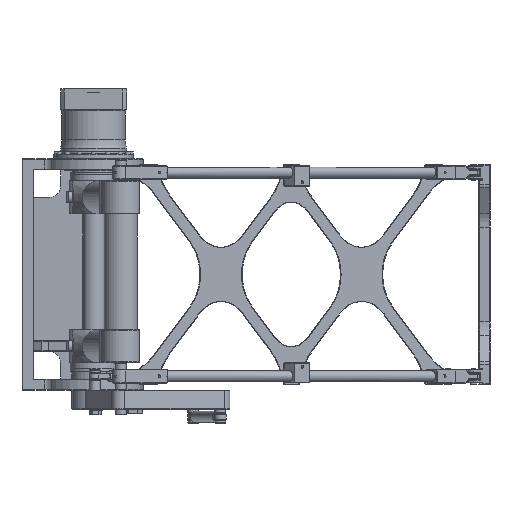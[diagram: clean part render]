
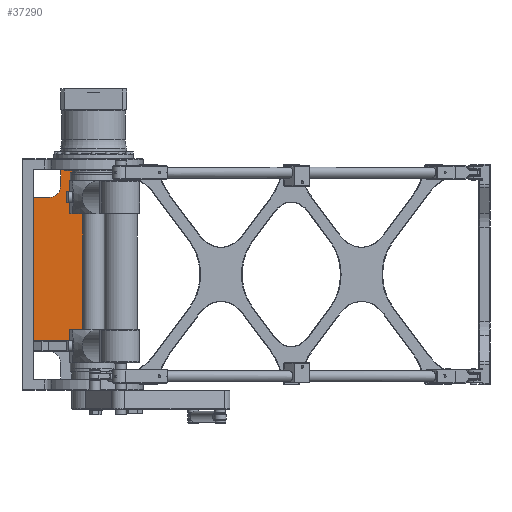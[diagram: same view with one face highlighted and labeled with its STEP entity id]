
A CAD part, left-side view. The second image highlights one B-rep face of the part: STEP entity #37290.
In plain terms, the highlighted planar face has unit normal (-1, 0, 0).
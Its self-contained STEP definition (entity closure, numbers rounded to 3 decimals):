
#3081=FACE_OUTER_BOUND('',#5496,.T.);
#5496=EDGE_LOOP('',(#25583,#25584,#25585,#25586,#25587,#25588,#25589,#25590));
#8622=CIRCLE('',#39916,20.);
#10366=LINE('',#55801,#13655);
#10367=LINE('',#55803,#13656);
#10368=LINE('',#55805,#13657);
#10369=LINE('',#55809,#13658);
#10370=LINE('',#55811,#13659);
#10371=LINE('',#55813,#13660);
#10372=LINE('',#55814,#13661);
#13655=VECTOR('',#44121,10.);
#13656=VECTOR('',#44122,10.);
#13657=VECTOR('',#44123,10.);
#13658=VECTOR('',#44126,10.);
#13659=VECTOR('',#44127,10.);
#13660=VECTOR('',#44128,10.);
#13661=VECTOR('',#44129,10.);
#16945=VERTEX_POINT('',#55799);
#16946=VERTEX_POINT('',#55800);
#16947=VERTEX_POINT('',#55802);
#16948=VERTEX_POINT('',#55804);
#16949=VERTEX_POINT('',#55806);
#16950=VERTEX_POINT('',#55808);
#16951=VERTEX_POINT('',#55810);
#16952=VERTEX_POINT('',#55812);
#20381=EDGE_CURVE('',#16945,#16946,#10366,.T.);
#20382=EDGE_CURVE('',#16947,#16945,#10367,.T.);
#20383=EDGE_CURVE('',#16948,#16947,#10368,.T.);
#20384=EDGE_CURVE('',#16949,#16948,#8622,.T.);
#20385=EDGE_CURVE('',#16950,#16949,#10369,.T.);
#20386=EDGE_CURVE('',#16951,#16950,#10370,.T.);
#20387=EDGE_CURVE('',#16952,#16951,#10371,.T.);
#20388=EDGE_CURVE('',#16946,#16952,#10372,.F.);
#25583=ORIENTED_EDGE('',*,*,#20381,.F.);
#25584=ORIENTED_EDGE('',*,*,#20382,.F.);
#25585=ORIENTED_EDGE('',*,*,#20383,.F.);
#25586=ORIENTED_EDGE('',*,*,#20384,.F.);
#25587=ORIENTED_EDGE('',*,*,#20385,.F.);
#25588=ORIENTED_EDGE('',*,*,#20386,.F.);
#25589=ORIENTED_EDGE('',*,*,#20387,.F.);
#25590=ORIENTED_EDGE('',*,*,#20388,.F.);
#35980=PLANE('',#39915);
#37290=ADVANCED_FACE('',(#3081),#35980,.F.);
#39915=AXIS2_PLACEMENT_3D('',#55798,#44119,#44120);
#39916=AXIS2_PLACEMENT_3D('',#55807,#44124,#44125);
#44119=DIRECTION('center_axis',(1.,0.,0.));
#44120=DIRECTION('ref_axis',(0.,0.,-1.));
#44121=DIRECTION('',(0.,0.,-1.));
#44122=DIRECTION('',(0.,-1.,0.));
#44123=DIRECTION('',(0.,0.,1.));
#44124=DIRECTION('center_axis',(-1.,0.,0.));
#44125=DIRECTION('ref_axis',(0.,1.,0.));
#44126=DIRECTION('',(0.,-1.,0.));
#44127=DIRECTION('',(0.,0.,1.));
#44128=DIRECTION('',(0.,1.,0.));
#44129=DIRECTION('',(0.,-0.707,-0.707));
#55798=CARTESIAN_POINT('Origin',(-165.,55.689,-280.013));
#55799=CARTESIAN_POINT('',(-165.,10.,0.));
#55800=CARTESIAN_POINT('',(-165.,10.,-311.));
#55801=CARTESIAN_POINT('',(-165.,10.,-190.));
#55802=CARTESIAN_POINT('',(-165.,60.,0.));
#55803=CARTESIAN_POINT('',(-165.,33.209,0.));
#55804=CARTESIAN_POINT('',(-165.,60.,-30.));
#55805=CARTESIAN_POINT('',(-165.,60.,-30.));
#55806=CARTESIAN_POINT('',(-165.,80.,-50.));
#55807=CARTESIAN_POINT('Origin',(-165.,80.,-30.));
#55808=CARTESIAN_POINT('',(-165.,110.,-50.));
#55809=CARTESIAN_POINT('',(-165.,91.042,-50.));
#55810=CARTESIAN_POINT('',(-165.,110.,-310.));
#55811=CARTESIAN_POINT('',(-165.,110.,-130.007));
#55812=CARTESIAN_POINT('',(-165.,11.,-310.));
#55813=CARTESIAN_POINT('',(-165.,10.,-310.));
#55814=CARTESIAN_POINT('',(-165.,29.419,-291.581));
